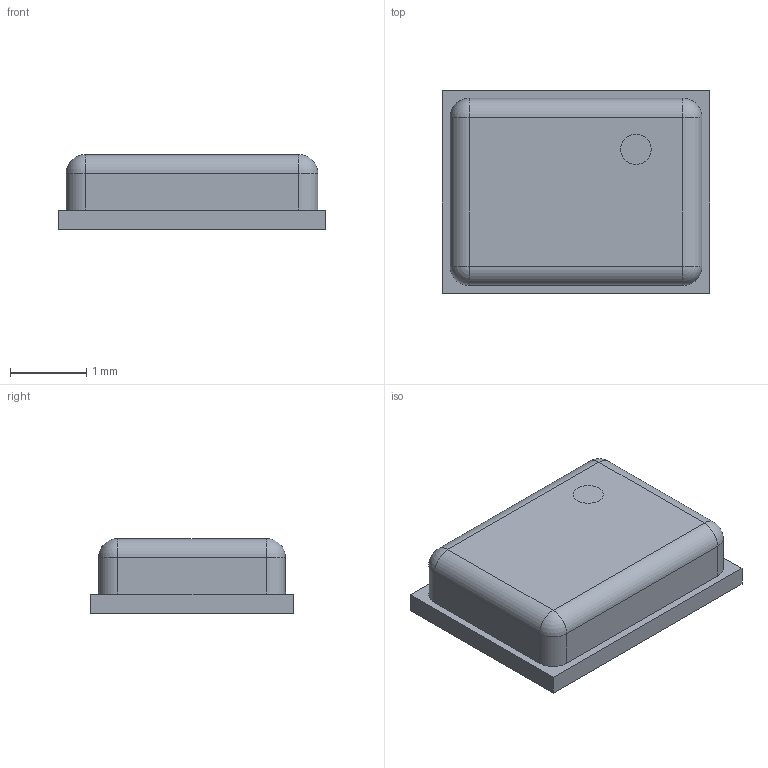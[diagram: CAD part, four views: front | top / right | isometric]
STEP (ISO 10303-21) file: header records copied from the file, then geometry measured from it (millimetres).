
FILE_DESCRIPTION(('FreeCAD Model'),'2;1');
FILE_NAME('Open CASCADE Shape Model','2022-01-12T15:41:59',('Author'),( ''),'Open CASCADE STEP processor 7.5','FreeCAD','Unknown');
FILE_SCHEMA(('AUTOMOTIVE_DESIGN { 1 0 10303 214 1 1 1 1 }'));
Length unit declared in the file: millimetre
Products named in the file (1): Compound
Bounding box: 3.5 x 2.65 x 0.98 mm (x, y, z)
Volume: 8 mm3; surface area: 44.6 mm2
Topology: 2 solids, 2 shells, 26 faces, 56 edges, 31 vertices
Faces by surface type: plane 13, cylinder 9, sphere 4
Full cylindrical faces by diameter (mm): 0.375 x1
Entity records: 1441 total; most frequent: CARTESIAN_POINT 244, DIRECTION 224, LINE 129, VECTOR 129, ORIENTED_EDGE 104, PCURVE 104, DEFINITIONAL_REPRESENTATION 104, EDGE_CURVE 52
